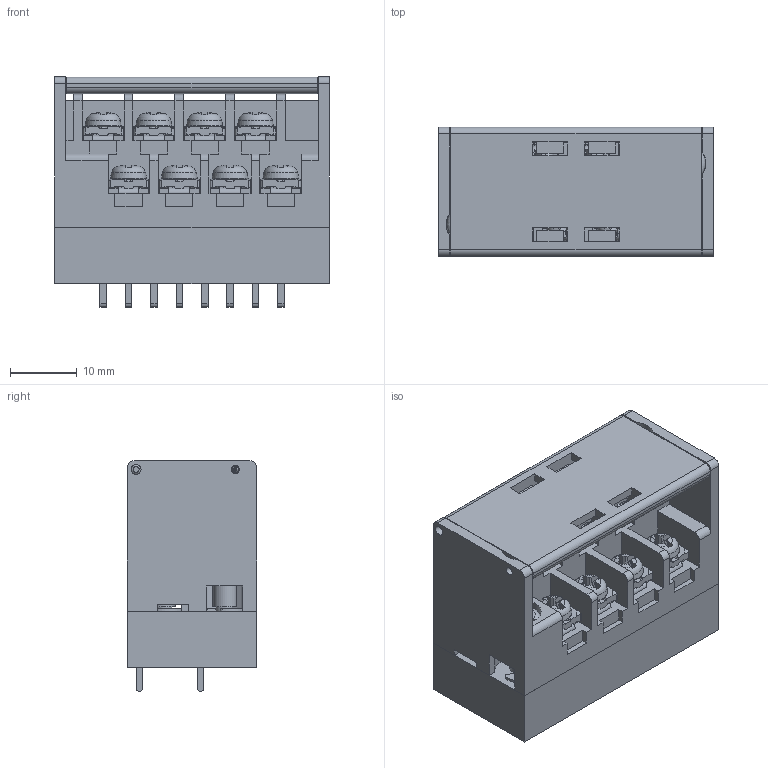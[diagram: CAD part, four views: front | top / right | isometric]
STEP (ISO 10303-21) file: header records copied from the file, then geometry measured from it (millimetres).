
FILE_DESCRIPTION( ( 'Unknown' ), '1' );
FILE_NAME( 'TS1本體---.stp', 'Unknown', ( 'Unknown' ), ( 'Unknown' ), 'XStep 1.0', 'Unknown', ' ' );
FILE_SCHEMA( ( 'automotive_design' ) );
Length unit declared in the file: millimetre
Products named in the file (1): 1
Bounding box: 41.28 x 19.4 x 34.6 mm (x, y, z)
Volume: 13360.5 mm3; surface area: 16335.1 mm2
Topology: 1 solids, 1 shells, 1769 faces, 5177 edges, 3407 vertices
Faces by surface type: plane 1069, cylinder 306, bspline 146, torus 118, cone 98, revolution 32
Full cylindrical faces by diameter (mm): 0.001 x16, 1.2 x2, 1.5 x4, 2.5 x2, 3.5 x2, 4 x2, 5.8 x2, 6 x2
Entity records: 63307 total; most frequent: CARTESIAN_POINT 18497, ORIENTED_EDGE 10114, DIRECTION 8326, EDGE_CURVE 5057, VERTEX_POINT 3365, LINE 2970, VECTOR 2970, AXIS2_PLACEMENT_3D 2662
